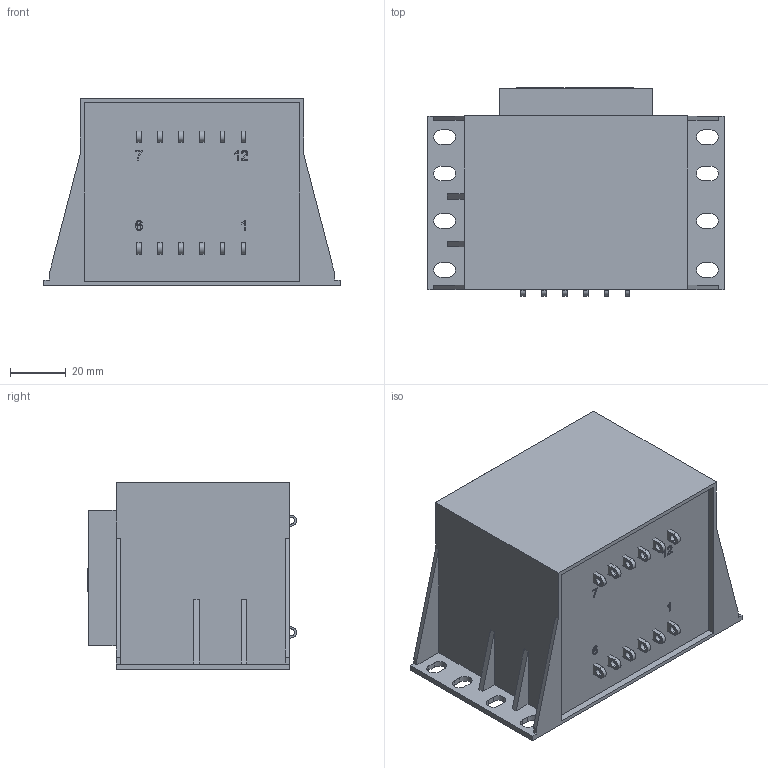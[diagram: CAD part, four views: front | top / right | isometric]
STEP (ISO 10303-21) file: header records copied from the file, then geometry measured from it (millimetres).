
FILE_DESCRIPTION(/* description */ (''),/* implementation_level */ '2;1');
FILE_NAME(/* name */ 'TPA-60G.step',/* time_stamp */ '2022-10-27T01:51:25+03:00',/* author */ (''),/* organization */ (''),/* preprocessor_version */ 'ST-DEVELOPER v19.2',/* originating_system */ 'Autodesk Translation Framework v11.17.0.187',/* authorisation */ '');
FILE_SCHEMA (('AUTOMOTIVE_DESIGN { 1 0 10303 214 3 1 1 }'));
Length unit declared in the file: millimetre
Products named in the file (1): TPA-60G
Bounding box: 106 x 74.7 x 67 mm (x, y, z)
Volume: 351961.1 mm3; surface area: 44409.1 mm2
Topology: 36 solids, 36 shells, 718 faces, 1935 edges, 1290 vertices
Faces by surface type: plane 400, bspline 264, cylinder 54
Entity records: 23776 total; most frequent: CARTESIAN_POINT 7744, ORIENTED_EDGE 3870, DIRECTION 2445, EDGE_CURVE 1935, LINE 1299, VECTOR 1299, VERTEX_POINT 1290, EDGE_LOOP 777
